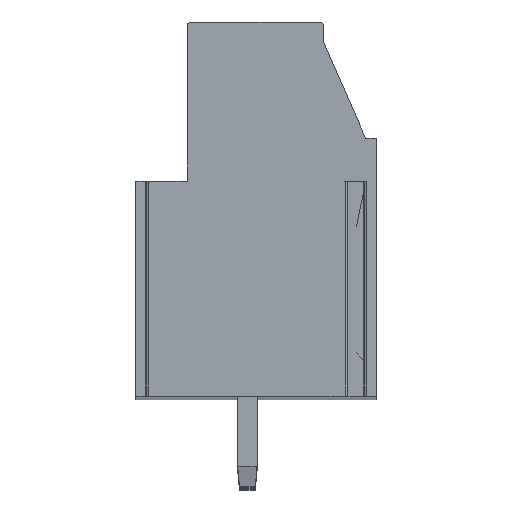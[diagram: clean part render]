
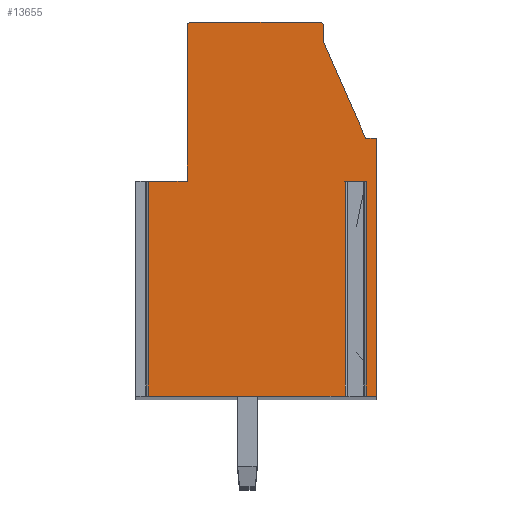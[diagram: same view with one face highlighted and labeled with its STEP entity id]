
A CAD part, top view. The second image highlights one B-rep face of the part: STEP entity #13655.
In plain terms, the highlighted planar face has unit normal (0, 0, 1).
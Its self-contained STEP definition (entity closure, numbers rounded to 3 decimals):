
#159=DIRECTION('',(-1.,0.,0.));
#160=VECTOR('',#159,1.806);
#161=CARTESIAN_POINT('',(-3.2,1.3,2.5));
#162=LINE('',#161,#160);
#2113=DIRECTION('',(1.,0.,0.));
#2114=VECTOR('',#2113,0.989);
#2115=CARTESIAN_POINT('',(4.142,1.3,2.5));
#2116=LINE('',#2115,#2114);
#2117=DIRECTION('',(0.,-1.,0.));
#2118=VECTOR('',#2117,10.);
#2119=CARTESIAN_POINT('',(4.142,1.3,2.5));
#2120=LINE('',#2119,#2118);
#2121=DIRECTION('',(1.,0.,0.));
#2122=VECTOR('',#2121,9.148);
#2123=CARTESIAN_POINT('',(-5.006,-8.7,2.5));
#2124=LINE('',#2123,#2122);
#2125=DIRECTION('',(0.,-1.,0.));
#2126=VECTOR('',#2125,10.);
#2127=CARTESIAN_POINT('',(-5.006,1.3,2.5));
#2128=LINE('',#2127,#2126);
#2129=DIRECTION('',(0.,-1.,0.));
#2130=VECTOR('',#2129,7.2);
#2131=CARTESIAN_POINT('',(-3.2,8.5,2.5));
#2132=LINE('',#2131,#2130);
#2133=CARTESIAN_POINT('',(-3.,8.5,2.5));
#2134=DIRECTION('',(0.,0.,1.));
#2135=DIRECTION('',(0.,1.,0.));
#2136=AXIS2_PLACEMENT_3D('',#2133,#2134,#2135);
#2138=DIRECTION('',(-1.,0.,0.));
#2139=VECTOR('',#2138,5.95);
#2140=CARTESIAN_POINT('',(2.95,8.7,2.5));
#2141=LINE('',#2140,#2139);
#2142=CARTESIAN_POINT('',(2.95,8.5,2.5));
#2143=DIRECTION('',(0.,0.,1.));
#2144=DIRECTION('',(1.,0.,0.));
#2145=AXIS2_PLACEMENT_3D('',#2142,#2143,#2144);
#2147=DIRECTION('',(0.,1.,0.));
#2148=VECTOR('',#2147,0.75);
#2149=CARTESIAN_POINT('',(3.15,7.75,2.5));
#2150=LINE('',#2149,#2148);
#2151=DIRECTION('',(-0.401,0.916,0.));
#2152=VECTOR('',#2151,4.859);
#2153=CARTESIAN_POINT('',(5.1,3.3,2.5));
#2154=LINE('',#2153,#2152);
#2155=DIRECTION('',(-1.,0.,0.));
#2156=VECTOR('',#2155,0.5);
#2157=CARTESIAN_POINT('',(5.6,3.3,2.5));
#2158=LINE('',#2157,#2156);
#2159=DIRECTION('',(0.,1.,0.));
#2160=VECTOR('',#2159,12.);
#2161=CARTESIAN_POINT('',(5.6,-8.7,2.5));
#2162=LINE('',#2161,#2160);
#2163=DIRECTION('',(1.,0.,0.));
#2164=VECTOR('',#2163,0.469);
#2165=CARTESIAN_POINT('',(5.131,-8.7,2.5));
#2166=LINE('',#2165,#2164);
#2167=DIRECTION('',(0.,-1.,0.));
#2168=VECTOR('',#2167,10.);
#2169=CARTESIAN_POINT('',(5.131,1.3,2.5));
#2170=LINE('',#2169,#2168);
#8605=CARTESIAN_POINT('',(5.1,3.3,2.5));
#8606=CARTESIAN_POINT('',(3.15,7.75,2.5));
#8607=VERTEX_POINT('',#8605);
#8608=VERTEX_POINT('',#8606);
#8609=CARTESIAN_POINT('',(3.15,8.5,2.5));
#8610=VERTEX_POINT('',#8609);
#8611=CARTESIAN_POINT('',(2.95,8.7,2.5));
#8612=VERTEX_POINT('',#8611);
#8613=CARTESIAN_POINT('',(-3.,8.7,2.5));
#8614=VERTEX_POINT('',#8613);
#8615=CARTESIAN_POINT('',(-3.2,8.5,2.5));
#8616=VERTEX_POINT('',#8615);
#8617=CARTESIAN_POINT('',(-3.2,1.3,2.5));
#8618=VERTEX_POINT('',#8617);
#8619=CARTESIAN_POINT('',(5.6,-8.7,2.5));
#8620=CARTESIAN_POINT('',(5.6,3.3,2.5));
#8621=VERTEX_POINT('',#8619);
#8622=VERTEX_POINT('',#8620);
#8635=CARTESIAN_POINT('',(4.142,1.3,2.5));
#8636=CARTESIAN_POINT('',(5.131,1.3,2.5));
#8637=VERTEX_POINT('',#8635);
#8638=VERTEX_POINT('',#8636);
#8639=CARTESIAN_POINT('',(-5.006,1.3,2.5));
#8640=CARTESIAN_POINT('',(-5.006,-8.7,2.5));
#8641=VERTEX_POINT('',#8639);
#8642=VERTEX_POINT('',#8640);
#8643=CARTESIAN_POINT('',(5.131,-8.7,2.5));
#8644=VERTEX_POINT('',#8643);
#8645=CARTESIAN_POINT('',(4.142,-8.7,2.5));
#8646=VERTEX_POINT('',#8645);
#13630=CARTESIAN_POINT('',(0.,0.,2.5));
#13631=DIRECTION('',(0.,0.,1.));
#13632=DIRECTION('',(1.,0.,0.));
#13633=AXIS2_PLACEMENT_3D('',#13630,#13631,#13632);
#13634=PLANE('',#13633);
#13636=ORIENTED_EDGE('',*,*,#13635,.F.);
#13638=ORIENTED_EDGE('',*,*,#13637,.T.);
#13639=ORIENTED_EDGE('',*,*,#13234,.F.);
#13640=ORIENTED_EDGE('',*,*,#13622,.F.);
#13641=ORIENTED_EDGE('',*,*,#11203,.F.);
#13642=ORIENTED_EDGE('',*,*,#11471,.F.);
#13643=ORIENTED_EDGE('',*,*,#12792,.F.);
#13644=ORIENTED_EDGE('',*,*,#12806,.F.);
#13645=ORIENTED_EDGE('',*,*,#12940,.F.);
#13646=ORIENTED_EDGE('',*,*,#12954,.F.);
#13647=ORIENTED_EDGE('',*,*,#12968,.F.);
#13648=ORIENTED_EDGE('',*,*,#12982,.F.);
#13649=ORIENTED_EDGE('',*,*,#12996,.F.);
#13650=ORIENTED_EDGE('',*,*,#13250,.F.);
#13652=ORIENTED_EDGE('',*,*,#13651,.F.);
#13653=EDGE_LOOP('',(#13636,#13638,#13639,#13640,#13641,#13642,#13643,#13644,
#13645,#13646,#13647,#13648,#13649,#13650,#13652));
#13654=FACE_OUTER_BOUND('',#13653,.F.);
#2137=CIRCLE('',#2136,0.2);
#2146=CIRCLE('',#2145,0.2);
#11203=EDGE_CURVE('',#8618,#8641,#162,.T.);
#11471=EDGE_CURVE('',#8616,#8618,#2132,.T.);
#12792=EDGE_CURVE('',#8614,#8616,#2137,.T.);
#12806=EDGE_CURVE('',#8612,#8614,#2141,.T.);
#12940=EDGE_CURVE('',#8610,#8612,#2146,.T.);
#12954=EDGE_CURVE('',#8608,#8610,#2150,.T.);
#12968=EDGE_CURVE('',#8607,#8608,#2154,.T.);
#12982=EDGE_CURVE('',#8622,#8607,#2158,.T.);
#12996=EDGE_CURVE('',#8621,#8622,#2162,.T.);
#13234=EDGE_CURVE('',#8642,#8646,#2124,.T.);
#13250=EDGE_CURVE('',#8644,#8621,#2166,.T.);
#13622=EDGE_CURVE('',#8641,#8642,#2128,.T.);
#13635=EDGE_CURVE('',#8637,#8638,#2116,.T.);
#13637=EDGE_CURVE('',#8637,#8646,#2120,.T.);
#13651=EDGE_CURVE('',#8638,#8644,#2170,.T.);
#13655=ADVANCED_FACE('',(#13654),#13634,.T.);
